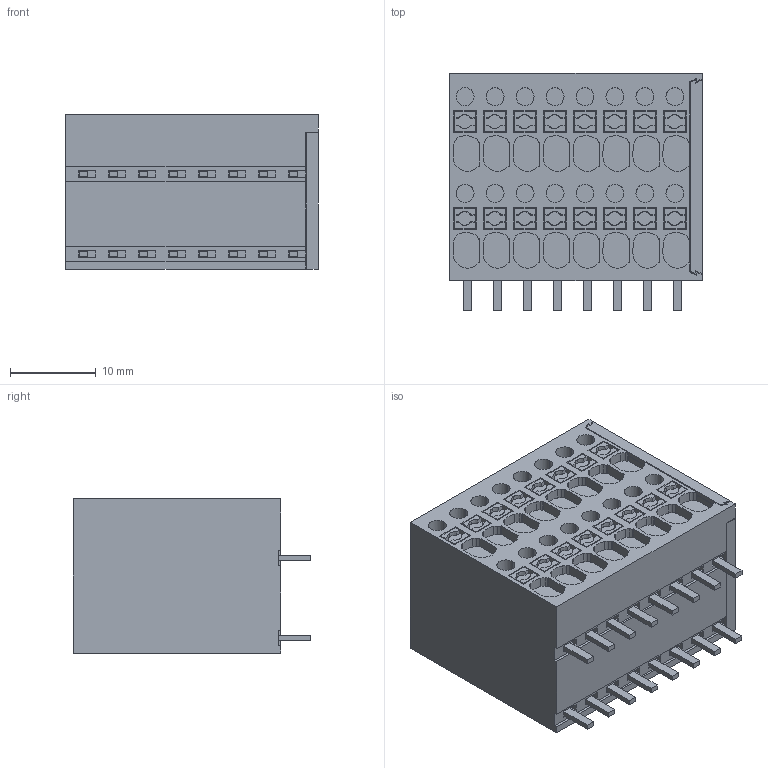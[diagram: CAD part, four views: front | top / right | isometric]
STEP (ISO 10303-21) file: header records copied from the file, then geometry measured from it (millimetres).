
FILE_DESCRIPTION(('CATIA V5R24 STEP','CAx-IF Rec.Pracs.--- Model Styling and Organization---1.2---2011-12-15'),'2;1');
FILE_NAME ('D1461288_0_2001000000_2001000000.stp','2017-04-11T08:44:15+00:00',('none'),('Weidmueller'),'CATIA Version 5-6 Release 2014 SP4 HF52','CATIA V5 STEP AP214','none');
FILE_SCHEMA(('AUTOMOTIVE_DESIGN { 1 0 10303 214 1 1 1 1 }'));
Length unit declared in the file: millimetre
Products named in the file (1): 2001000000_S
Bounding box: 29.5 x 27.7 x 18 mm (x, y, z)
Volume: 12441.7 mm3; surface area: 5176.2 mm2
Topology: 33 solids, 33 shells, 792 faces, 2012 edges, 1342 vertices
Faces by surface type: plane 600, cylinder 128, cone 64
Entity records: 24011 total; most frequent: CARTESIAN_POINT 5524, ORIENTED_EDGE 4024, DIRECTION 3011, EDGE_CURVE 2012, VECTOR 1564, LINE 1564, VERTEX_POINT 1342, AXIS2_PLACEMENT_3D 859
